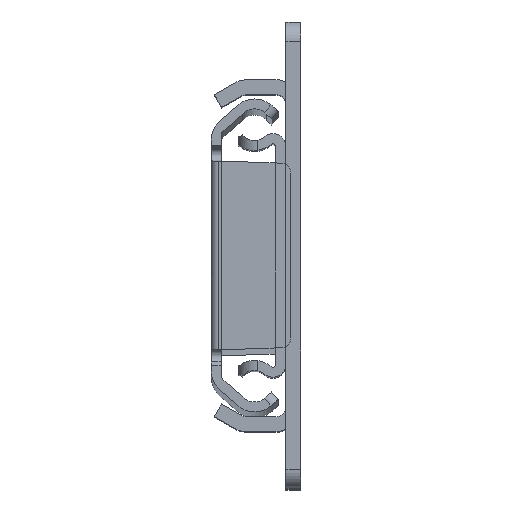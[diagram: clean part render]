
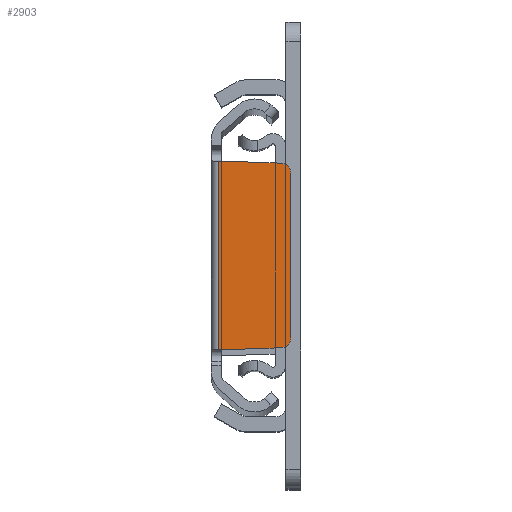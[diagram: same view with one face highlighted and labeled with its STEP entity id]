
A CAD part, top view. The second image highlights one B-rep face of the part: STEP entity #2903.
In plain terms, the highlighted planar face has unit normal (0, 0, 1).
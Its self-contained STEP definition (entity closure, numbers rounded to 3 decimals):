
#21 = AXIS2_PLACEMENT_3D ( 'NONE', #3821, #856, #4865 ) ;
#72 = DIRECTION ( 'NONE',  ( 0., 1., 0. ) ) ;
#93 = ORIENTED_EDGE ( 'NONE', *, *, #6084, .T. ) ;
#220 = CARTESIAN_POINT ( 'NONE',  ( 12.07, -18.578, 0. ) ) ;
#259 = EDGE_CURVE ( 'NONE', #1986, #6355, #1901, .T. ) ;
#298 = DIRECTION ( 'NONE',  ( 0., -1., 0. ) ) ;
#442 = EDGE_LOOP ( 'NONE', ( #4734, #93, #1921, #6006, #4053, #1708, #2061, #1655 ) ) ;
#552 = CIRCLE ( 'NONE', #5186, 2. ) ;
#561 = VERTEX_POINT ( 'NONE', #4855 ) ;
#607 = CARTESIAN_POINT ( 'NONE',  ( 0., 19., 0. ) ) ;
#642 = LINE ( 'NONE', #607, #1619 ) ;
#755 = DIRECTION ( 'NONE',  ( 0.999, 0.035, 0. ) ) ;
#798 = LINE ( 'NONE', #2801, #4379 ) ;
#856 = DIRECTION ( 'NONE',  ( 0., 0., 1. ) ) ;
#897 = CARTESIAN_POINT ( 'NONE',  ( 14., 18.51, 0. ) ) ;
#1190 = VECTOR ( 'NONE', #5506, 1000. ) ;
#1257 = CARTESIAN_POINT ( 'NONE',  ( 0., -19., 0. ) ) ;
#1512 = EDGE_CURVE ( 'NONE', #6355, #561, #5391, .T. ) ;
#1619 = VECTOR ( 'NONE', #2509, 1000. ) ;
#1655 = ORIENTED_EDGE ( 'NONE', *, *, #2639, .T. ) ;
#1666 = VERTEX_POINT ( 'NONE', #4617 ) ;
#1708 = ORIENTED_EDGE ( 'NONE', *, *, #1512, .T. ) ;
#1823 = EDGE_CURVE ( 'NONE', #4618, #1986, #4275, .T. ) ;
#1873 = CARTESIAN_POINT ( 'NONE',  ( -2., -19., 0. ) ) ;
#1901 = CIRCLE ( 'NONE', #21, 2. ) ;
#1921 = ORIENTED_EDGE ( 'NONE', *, *, #2884, .T. ) ;
#1952 = DIRECTION ( 'NONE',  ( 1., 0., 0. ) ) ;
#1986 = VERTEX_POINT ( 'NONE', #220 ) ;
#2061 = ORIENTED_EDGE ( 'NONE', *, *, #2186, .T. ) ;
#2069 = EDGE_CURVE ( 'NONE', #5190, #2773, #6374, .T. ) ;
#2114 = VERTEX_POINT ( 'NONE', #3996 ) ;
#2186 = EDGE_CURVE ( 'NONE', #561, #1666, #552, .T. ) ;
#2250 = CARTESIAN_POINT ( 'NONE',  ( 0., 19., 0. ) ) ;
#2341 = CARTESIAN_POINT ( 'NONE',  ( 6.7, 26.325, 0. ) ) ;
#2430 = LINE ( 'NONE', #1873, #3717 ) ;
#2509 = DIRECTION ( 'NONE',  ( -0.999, 0.035, 0. ) ) ;
#2639 = EDGE_CURVE ( 'NONE', #1666, #2773, #642, .T. ) ;
#2773 = VERTEX_POINT ( 'NONE', #2250 ) ;
#2801 = CARTESIAN_POINT ( 'NONE',  ( -0.5, 26.325, 0. ) ) ;
#2859 = FACE_OUTER_BOUND ( 'NONE', #442, .T. ) ;
#2884 = EDGE_CURVE ( 'NONE', #2114, #4618, #2430, .T. ) ;
#2903 = ADVANCED_FACE ( 'NONE', ( #2859 ), #2956, .T. ) ;
#2956 = PLANE ( 'NONE',  #3614 ) ;
#3614 = AXIS2_PLACEMENT_3D ( 'NONE', #2341, #5431, #6391 ) ;
#3717 = VECTOR ( 'NONE', #3861, 1000. ) ;
#3775 = CARTESIAN_POINT ( 'NONE',  ( 0., -19., 0. ) ) ;
#3813 = VECTOR ( 'NONE', #755, 1000. ) ;
#3821 = CARTESIAN_POINT ( 'NONE',  ( 12., -16.579, 0. ) ) ;
#3861 = DIRECTION ( 'NONE',  ( 1., 0., 0. ) ) ;
#3948 = CARTESIAN_POINT ( 'NONE',  ( -0.5, 19., 0. ) ) ;
#3996 = CARTESIAN_POINT ( 'NONE',  ( -0.5, -19., 0. ) ) ;
#4053 = ORIENTED_EDGE ( 'NONE', *, *, #259, .T. ) ;
#4138 = VECTOR ( 'NONE', #72, 1000. ) ;
#4275 = LINE ( 'NONE', #1257, #3813 ) ;
#4379 = VECTOR ( 'NONE', #298, 1000. ) ;
#4617 = CARTESIAN_POINT ( 'NONE',  ( 12.07, 18.578, 0. ) ) ;
#4618 = VERTEX_POINT ( 'NONE', #3775 ) ;
#4734 = ORIENTED_EDGE ( 'NONE', *, *, #2069, .F. ) ;
#4855 = CARTESIAN_POINT ( 'NONE',  ( 14., 16.579, 0. ) ) ;
#4865 = DIRECTION ( 'NONE',  ( 1., 0., 0. ) ) ;
#4888 = CARTESIAN_POINT ( 'NONE',  ( 12., 16.579, 0. ) ) ;
#4943 = DIRECTION ( 'NONE',  ( 0., 0., 1. ) ) ;
#5186 = AXIS2_PLACEMENT_3D ( 'NONE', #4888, #4943, #1952 ) ;
#5190 = VERTEX_POINT ( 'NONE', #3948 ) ;
#5391 = LINE ( 'NONE', #897, #4138 ) ;
#5431 = DIRECTION ( 'NONE',  ( 0., 0., 1. ) ) ;
#5506 = DIRECTION ( 'NONE',  ( 1., 0., 0. ) ) ;
#5627 = CARTESIAN_POINT ( 'NONE',  ( 14., -16.579, 0. ) ) ;
#5961 = CARTESIAN_POINT ( 'NONE',  ( -2., 19., 0. ) ) ;
#6006 = ORIENTED_EDGE ( 'NONE', *, *, #1823, .T. ) ;
#6084 = EDGE_CURVE ( 'NONE', #5190, #2114, #798, .T. ) ;
#6355 = VERTEX_POINT ( 'NONE', #5627 ) ;
#6374 = LINE ( 'NONE', #5961, #1190 ) ;
#6391 = DIRECTION ( 'NONE',  ( 1., 0., 0. ) ) ;
